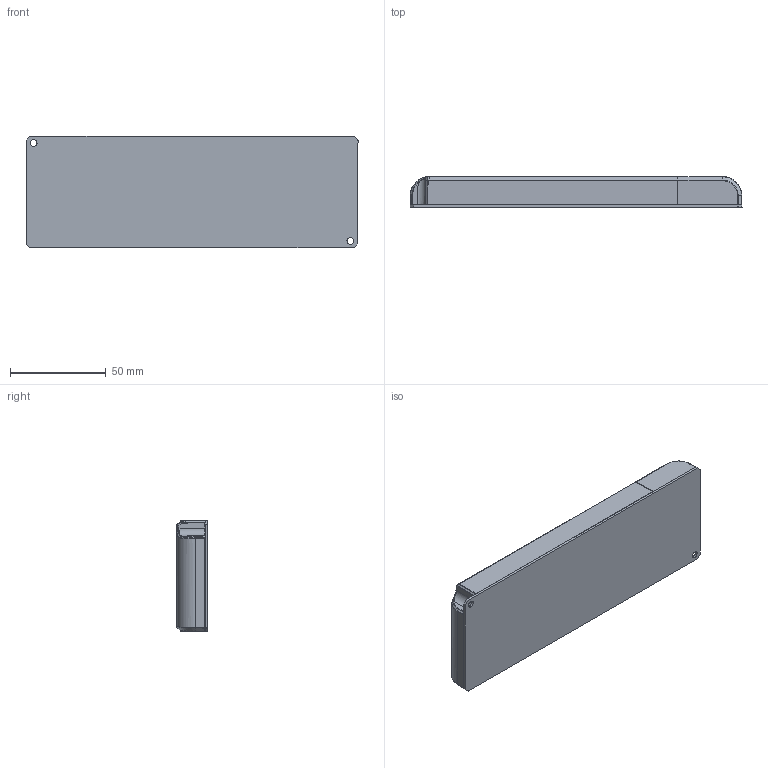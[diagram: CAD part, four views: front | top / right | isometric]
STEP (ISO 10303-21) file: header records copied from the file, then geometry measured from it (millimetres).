
FILE_DESCRIPTION(/* description */ (''),/* implementation_level */ '2;1');
FILE_NAME(/* name */ '5991829_stp.stp',/* time_stamp */ '2019-06-12T07:25:19+02:00',/* author */ (''),/* organization */ (''),/* preprocessor_version */ 'ST-DEVELOPER v16.7',/* originating_system */ 'SIEMENS PLM Software NX 12.0',/* authorisation */ '');
FILE_SCHEMA (('AUTOMOTIVE_DESIGN { 1 0 10303 214 3 1 1 1 }'));
Length unit declared in the file: millimetre
Products named in the file (1): p.sc256824D8yxkc
Bounding box: 173 x 16 x 58 mm (x, y, z)
Volume: 151924.6 mm3; surface area: 30907.1 mm2
Topology: 1 solids, 1 shells, 329 faces, 866 edges, 550 vertices
Faces by surface type: plane 150, cylinder 102, bspline 48, sphere 12, extrusion 9, torus 6, cone 2
Entity records: 14601 total; most frequent: CARTESIAN_POINT 7101, ORIENTED_EDGE 1732, DIRECTION 1279, EDGE_CURVE 866, VERTEX_POINT 550, VECTOR 429, AXIS2_PLACEMENT_3D 425, LINE 420
